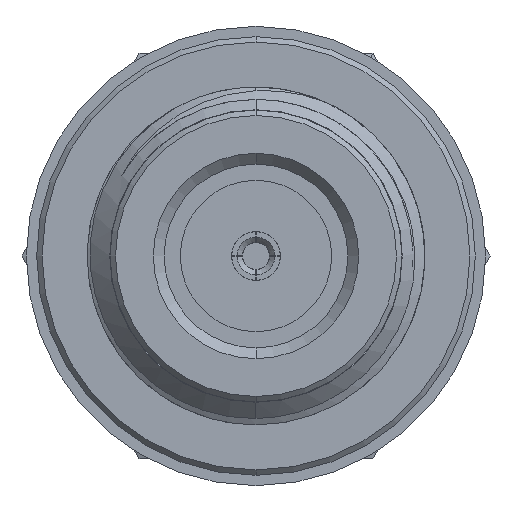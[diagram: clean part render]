
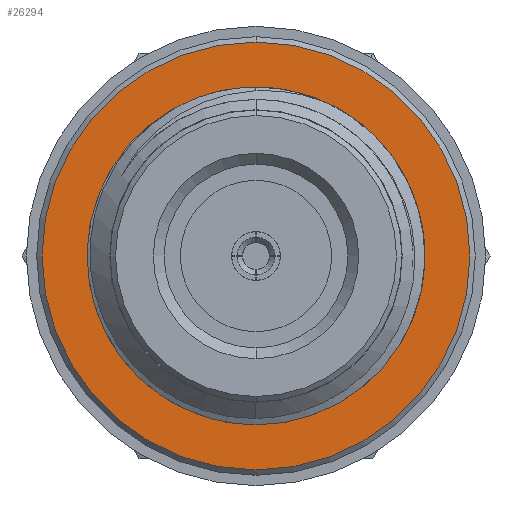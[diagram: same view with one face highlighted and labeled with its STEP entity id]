
A CAD part, left-side view. The second image highlights one B-rep face of the part: STEP entity #26294.
In plain terms, the highlighted planar face has unit normal (-1, 0, 0).
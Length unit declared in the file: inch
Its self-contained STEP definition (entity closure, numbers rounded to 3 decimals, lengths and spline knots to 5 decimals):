
#458 = DIRECTION ( 'NONE',  ( -1., 0., 0. ) ) ;
#900 = CARTESIAN_POINT ( 'NONE',  ( 0.57972, 0., 0. ) ) ;
#1075 = CARTESIAN_POINT ( 'NONE',  ( 0.57972, 0., -0.39581 ) ) ;
#1359 = EDGE_CURVE ( 'NONE', #13192, #25995, #11055, .T. ) ;
#2035 = CARTESIAN_POINT ( 'NONE',  ( 0.57972, 0., 0.3125 ) ) ;
#2548 = CARTESIAN_POINT ( 'NONE',  ( 0.57972, 0., 0.39581 ) ) ;
#2709 = CARTESIAN_POINT ( 'NONE',  ( 0.57972, 0., 0. ) ) ;
#3201 = EDGE_CURVE ( 'NONE', #23919, #6799, #10275, .T. ) ;
#3926 = CARTESIAN_POINT ( 'NONE',  ( 0.57972, 0., 0. ) ) ;
#4068 = DIRECTION ( 'NONE',  ( -1., 0., 0. ) ) ;
#4982 = CARTESIAN_POINT ( 'NONE',  ( 0.57972, 0.09072, 0. ) ) ;
#6075 = EDGE_LOOP ( 'NONE', ( #17988, #11153 ) ) ;
#6799 = VERTEX_POINT ( 'NONE', #2035 ) ;
#6867 = AXIS2_PLACEMENT_3D ( 'NONE', #3926, #4068, #12796 ) ;
#7167 = DIRECTION ( 'NONE',  ( 1., 0., 0. ) ) ;
#8073 = CARTESIAN_POINT ( 'NONE',  ( 0.57972, 0., 0. ) ) ;
#8130 = CIRCLE ( 'NONE', #11843, 0.3125 ) ;
#8477 = ORIENTED_EDGE ( 'NONE', *, *, #1359, .T. ) ;
#8881 = AXIS2_PLACEMENT_3D ( 'NONE', #4982, #458, #14141 ) ;
#9480 = FACE_OUTER_BOUND ( 'NONE', #12262, .T. ) ;
#9626 = PLANE ( 'NONE',  #8881 ) ;
#10275 = CIRCLE ( 'NONE', #14487, 0.3125 ) ;
#11055 = CIRCLE ( 'NONE', #6867, 0.39581 ) ;
#11153 = ORIENTED_EDGE ( 'NONE', *, *, #3201, .T. ) ;
#11410 = CARTESIAN_POINT ( 'NONE',  ( 0.57972, 0., -0.3125 ) ) ;
#11843 = AXIS2_PLACEMENT_3D ( 'NONE', #2709, #16234, #20886 ) ;
#12262 = EDGE_LOOP ( 'NONE', ( #26277, #8477 ) ) ;
#12796 = DIRECTION ( 'NONE',  ( 0., 0., 1. ) ) ;
#13010 = DIRECTION ( 'NONE',  ( 0., 0., 1. ) ) ;
#13192 = VERTEX_POINT ( 'NONE', #2548 ) ;
#14141 = DIRECTION ( 'NONE',  ( 0., 0., 1. ) ) ;
#14487 = AXIS2_PLACEMENT_3D ( 'NONE', #900, #7167, #16599 ) ;
#15205 = CIRCLE ( 'NONE', #28666, 0.39581 ) ;
#15750 = FACE_BOUND ( 'NONE', #6075, .T. ) ;
#15805 = EDGE_CURVE ( 'NONE', #25995, #13192, #15205, .T. ) ;
#16234 = DIRECTION ( 'NONE',  ( 1., 0., 0. ) ) ;
#16599 = DIRECTION ( 'NONE',  ( 0., 0., 1. ) ) ;
#17988 = ORIENTED_EDGE ( 'NONE', *, *, #21829, .T. ) ;
#20886 = DIRECTION ( 'NONE',  ( 0., 0., 1. ) ) ;
#21829 = EDGE_CURVE ( 'NONE', #6799, #23919, #8130, .T. ) ;
#23918 = DIRECTION ( 'NONE',  ( -1., 0., 0. ) ) ;
#23919 = VERTEX_POINT ( 'NONE', #11410 ) ;
#25995 = VERTEX_POINT ( 'NONE', #1075 ) ;
#26277 = ORIENTED_EDGE ( 'NONE', *, *, #15805, .T. ) ;
#26294 = ADVANCED_FACE ( 'NONE', ( #15750, #9480 ), #9626, .T. ) ;
#28666 = AXIS2_PLACEMENT_3D ( 'NONE', #8073, #23918, #13010 ) ;
